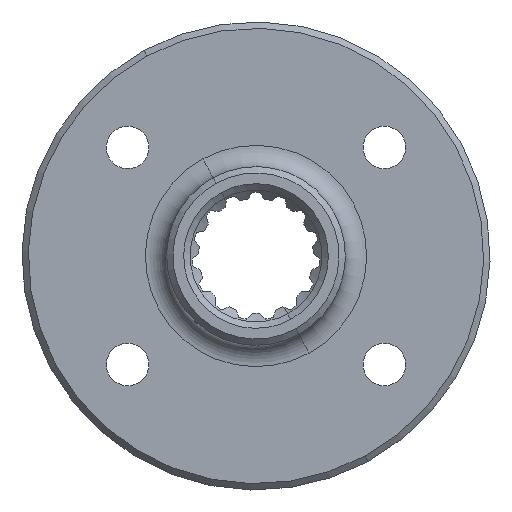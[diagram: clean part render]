
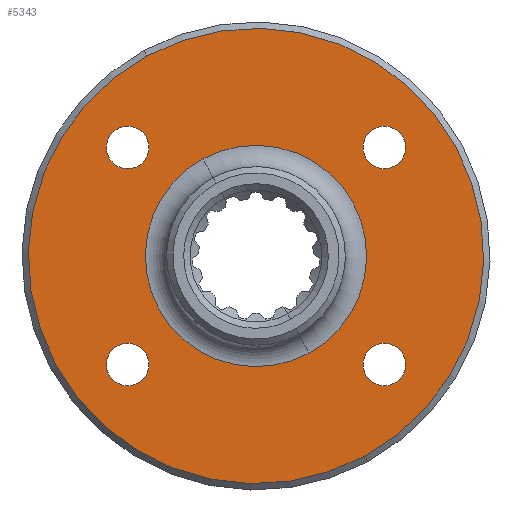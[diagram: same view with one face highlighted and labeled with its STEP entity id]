
A CAD part, left-side view. The second image highlights one B-rep face of the part: STEP entity #5343.
In plain terms, the highlighted planar face has unit normal (-1, 0, 0).
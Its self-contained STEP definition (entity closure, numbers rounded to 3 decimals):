
#70=CARTESIAN_POINT('Vertex',(0.,-25.166,-25.5)) ;
#73=CARTESIAN_POINT('Axis2P3D Location',(0.,-30.166,-25.5)) ;
#77=CARTESIAN_POINT('Vertex',(0.,-35.166,-25.5)) ;
#97=CARTESIAN_POINT('Axis2P3D Location',(0.,-30.166,-25.5)) ;
#1718=CARTESIAN_POINT('Vertex',(0.,35.038,24.374)) ;
#1721=CARTESIAN_POINT('Axis2P3D Location',(0.,30.166,25.5)) ;
#1725=CARTESIAN_POINT('Vertex',(0.,25.295,26.626)) ;
#1745=CARTESIAN_POINT('Axis2P3D Location',(0.,30.166,25.5)) ;
#1775=CARTESIAN_POINT('Vertex',(0.,-25.166,25.5)) ;
#1778=CARTESIAN_POINT('Axis2P3D Location',(0.,-30.166,25.5)) ;
#1782=CARTESIAN_POINT('Vertex',(0.,-35.166,25.5)) ;
#1802=CARTESIAN_POINT('Axis2P3D Location',(0.,-30.166,25.5)) ;
#1832=CARTESIAN_POINT('Vertex',(0.,35.166,-25.5)) ;
#1835=CARTESIAN_POINT('Axis2P3D Location',(0.,30.166,-25.5)) ;
#1839=CARTESIAN_POINT('Vertex',(0.,25.166,-25.5)) ;
#1859=CARTESIAN_POINT('Axis2P3D Location',(0.,30.166,-25.5)) ;
#2104=CARTESIAN_POINT('Vertex',(0.,-25.649,-46.951)) ;
#2111=CARTESIAN_POINT('Vertex',(0.,25.649,46.951)) ;
#2114=CARTESIAN_POINT('Axis2P3D Location',(0.,0.,0.)) ;
#2131=CARTESIAN_POINT('Axis2P3D Location',(0.,0.,0.)) ;
#5300=CARTESIAN_POINT('Axis2P3D Location',(0.,0.,21.)) ;
#5309=CARTESIAN_POINT('Axis2P3D Location',(0.,0.,0.)) ;
#5313=CARTESIAN_POINT('Vertex',(0.,12.465,22.817)) ;
#5315=CARTESIAN_POINT('Vertex',(0.,-12.465,-22.817)) ;
#5318=CARTESIAN_POINT('Axis2P3D Location',(0.,0.,0.)) ;
#74=DIRECTION('Axis2P3D Direction',(-1.,-0.,0.)) ;
#98=DIRECTION('Axis2P3D Direction',(-1.,-0.,0.)) ;
#1722=DIRECTION('Axis2P3D Direction',(-1.,-0.,0.)) ;
#1746=DIRECTION('Axis2P3D Direction',(-1.,-0.,0.)) ;
#1779=DIRECTION('Axis2P3D Direction',(-1.,-0.,0.)) ;
#1803=DIRECTION('Axis2P3D Direction',(-1.,-0.,0.)) ;
#1836=DIRECTION('Axis2P3D Direction',(-1.,-0.,0.)) ;
#1860=DIRECTION('Axis2P3D Direction',(-1.,-0.,0.)) ;
#2115=DIRECTION('Axis2P3D Direction',(-1.,0.,0.)) ;
#2132=DIRECTION('Axis2P3D Direction',(-1.,0.,0.)) ;
#5301=DIRECTION('Axis2P3D Direction',(-1.,0.,0.)) ;
#5302=DIRECTION('Axis2P3D XDirection',(0.,1.,0.)) ;
#5310=DIRECTION('Axis2P3D Direction',(-1.,0.,0.)) ;
#5319=DIRECTION('Axis2P3D Direction',(-1.,0.,0.)) ;
#75=AXIS2_PLACEMENT_3D('Circle Axis2P3D',#73,#74,$) ;
#99=AXIS2_PLACEMENT_3D('Circle Axis2P3D',#97,#98,$) ;
#1723=AXIS2_PLACEMENT_3D('Circle Axis2P3D',#1721,#1722,$) ;
#1747=AXIS2_PLACEMENT_3D('Circle Axis2P3D',#1745,#1746,$) ;
#1780=AXIS2_PLACEMENT_3D('Circle Axis2P3D',#1778,#1779,$) ;
#1804=AXIS2_PLACEMENT_3D('Circle Axis2P3D',#1802,#1803,$) ;
#1837=AXIS2_PLACEMENT_3D('Circle Axis2P3D',#1835,#1836,$) ;
#1861=AXIS2_PLACEMENT_3D('Circle Axis2P3D',#1859,#1860,$) ;
#2116=AXIS2_PLACEMENT_3D('Circle Axis2P3D',#2114,#2115,$) ;
#2133=AXIS2_PLACEMENT_3D('Circle Axis2P3D',#2131,#2132,$) ;
#5303=AXIS2_PLACEMENT_3D('Plane Axis2P3D',#5300,#5301,#5302) ;
#5311=AXIS2_PLACEMENT_3D('Circle Axis2P3D',#5309,#5310,$) ;
#5320=AXIS2_PLACEMENT_3D('Circle Axis2P3D',#5318,#5319,$) ;
#5306=ORIENTED_EDGE('',*,*,#2118,.T.) ;
#5307=ORIENTED_EDGE('',*,*,#2135,.T.) ;
#5324=ORIENTED_EDGE('',*,*,#5317,.T.) ;
#5325=ORIENTED_EDGE('',*,*,#5322,.T.) ;
#5328=ORIENTED_EDGE('',*,*,#101,.F.) ;
#5329=ORIENTED_EDGE('',*,*,#79,.F.) ;
#5332=ORIENTED_EDGE('',*,*,#1863,.F.) ;
#5333=ORIENTED_EDGE('',*,*,#1841,.F.) ;
#5336=ORIENTED_EDGE('',*,*,#1806,.F.) ;
#5337=ORIENTED_EDGE('',*,*,#1784,.F.) ;
#5340=ORIENTED_EDGE('',*,*,#1749,.F.) ;
#5341=ORIENTED_EDGE('',*,*,#1727,.F.) ;
#5326=FACE_BOUND('',#5323,.T.) ;
#5330=FACE_BOUND('',#5327,.T.) ;
#5334=FACE_BOUND('',#5331,.T.) ;
#5338=FACE_BOUND('',#5335,.T.) ;
#5342=FACE_BOUND('',#5339,.T.) ;
#5343=ADVANCED_FACE('PartBody',(#5308,#5326,#5330,#5334,#5338,#5342),#5304,.T.) ;
#76=CIRCLE('generated circle',#75,5.) ;
#100=CIRCLE('generated circle',#99,5.) ;
#1724=CIRCLE('generated circle',#1723,5.) ;
#1748=CIRCLE('generated circle',#1747,5.) ;
#1781=CIRCLE('generated circle',#1780,5.) ;
#1805=CIRCLE('generated circle',#1804,5.) ;
#1838=CIRCLE('generated circle',#1837,5.) ;
#1862=CIRCLE('generated circle',#1861,5.) ;
#2117=CIRCLE('generated circle',#2116,53.5) ;
#2134=CIRCLE('generated circle',#2133,53.5) ;
#5312=CIRCLE('generated circle',#5311,26.) ;
#5321=CIRCLE('generated circle',#5320,26.) ;
#79=EDGE_CURVE('',#71,#78,#76,.T.) ;
#101=EDGE_CURVE('',#78,#71,#100,.T.) ;
#1727=EDGE_CURVE('',#1719,#1726,#1724,.T.) ;
#1749=EDGE_CURVE('',#1726,#1719,#1748,.T.) ;
#1784=EDGE_CURVE('',#1776,#1783,#1781,.T.) ;
#1806=EDGE_CURVE('',#1783,#1776,#1805,.T.) ;
#1841=EDGE_CURVE('',#1833,#1840,#1838,.T.) ;
#1863=EDGE_CURVE('',#1840,#1833,#1862,.T.) ;
#2118=EDGE_CURVE('',#2105,#2112,#2117,.T.) ;
#2135=EDGE_CURVE('',#2112,#2105,#2134,.T.) ;
#5317=EDGE_CURVE('',#5314,#5316,#5312,.F.) ;
#5322=EDGE_CURVE('',#5316,#5314,#5321,.F.) ;
#5305=EDGE_LOOP('',(#5306,#5307)) ;
#5323=EDGE_LOOP('',(#5324,#5325)) ;
#5327=EDGE_LOOP('',(#5328,#5329)) ;
#5331=EDGE_LOOP('',(#5332,#5333)) ;
#5335=EDGE_LOOP('',(#5336,#5337)) ;
#5339=EDGE_LOOP('',(#5340,#5341)) ;
#5308=FACE_OUTER_BOUND('',#5305,.T.) ;
#5304=PLANE('',#5303) ;
#71=VERTEX_POINT('',#70) ;
#78=VERTEX_POINT('',#77) ;
#1719=VERTEX_POINT('',#1718) ;
#1726=VERTEX_POINT('',#1725) ;
#1776=VERTEX_POINT('',#1775) ;
#1783=VERTEX_POINT('',#1782) ;
#1833=VERTEX_POINT('',#1832) ;
#1840=VERTEX_POINT('',#1839) ;
#2105=VERTEX_POINT('',#2104) ;
#2112=VERTEX_POINT('',#2111) ;
#5314=VERTEX_POINT('',#5313) ;
#5316=VERTEX_POINT('',#5315) ;
